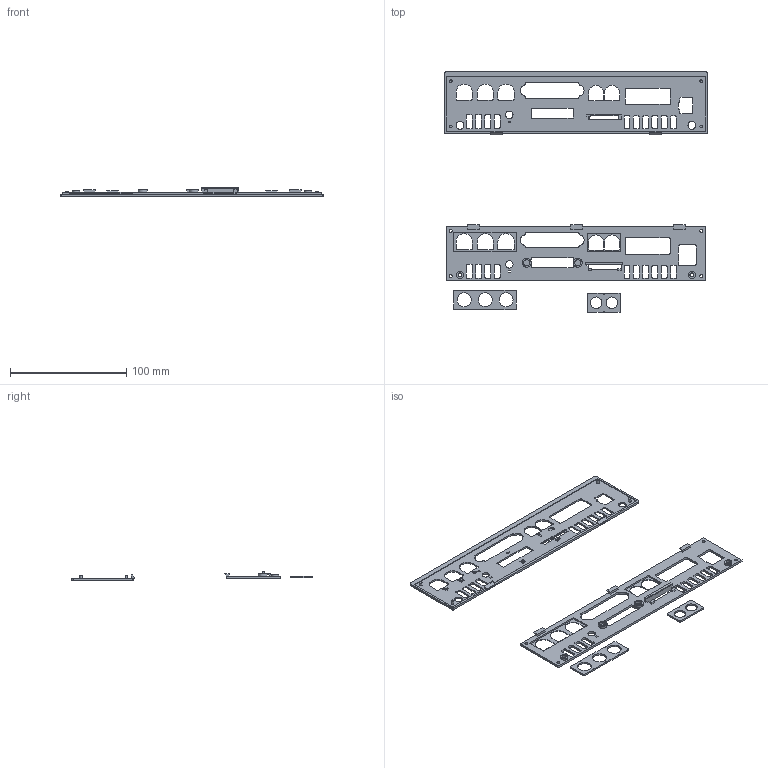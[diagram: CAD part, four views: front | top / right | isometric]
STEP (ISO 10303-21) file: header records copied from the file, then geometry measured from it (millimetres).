
FILE_DESCRIPTION(('HOOPS Exchange Step'),'2;1');
FILE_NAME('temp_export','2025-06-04T15:32:28-04:00',('mcbeav'),('Shapr3D Limited'),'HOOPS Exchange 2024.8','Shapr3D','Authorized');
FILE_SCHEMA( ('AP242_MANAGED_MODEL_BASED_3D_ENGINEERING_MIM_LF {1 0 10303 442 1 1 4}') );
Length unit declared in the file: millimetre
Products named in the file (2): Sketches; root
Assembly tree (1 placements, depth 2):
  root
    Sketches
Bounding box: 227 x 207 x 8 mm (x, y, z)
Volume: 28460.6 mm3; surface area: 41545.5 mm2
Topology: 4 solids, 4 shells, 727 faces, 2059 edges, 1388 vertices
Faces by surface type: plane 415, cylinder 312
Full cylindrical faces by diameter (mm): 0.6 x1, 0.8 x2, 1 x1, 2.4 x4, 2.6 x4, 3.4 x2, 5.4 x2, 6.4 x4, 6.8 x4, 7.6 x2, 10 x2, 12 x3
Entity records: 24085 total; most frequent: DIRECTION 4199, CARTESIAN_POINT 4178, ORIENTED_EDGE 4118, EDGE_CURVE 2059, AXIS2_PLACEMENT_3D 1409, VERTEX_POINT 1388, VECTOR 1381, LINE 1381
